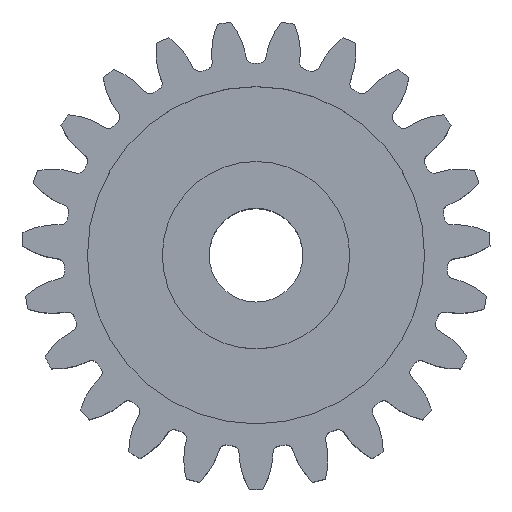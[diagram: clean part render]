
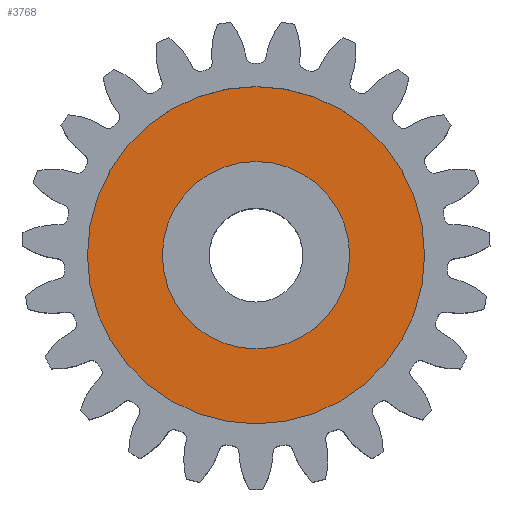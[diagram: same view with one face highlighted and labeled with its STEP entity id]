
A CAD part, top view. The second image highlights one B-rep face of the part: STEP entity #3768.
In plain terms, the highlighted planar face has unit normal (0, 0, 1).
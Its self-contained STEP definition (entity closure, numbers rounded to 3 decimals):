
#1227 = DIRECTION ( 'NONE',  ( -1., 0., 0. ) ) ;
#1228 = DIRECTION ( 'NONE',  ( 0., 0., -1. ) ) ;
#1229 = AXIS2_PLACEMENT_3D ( 'NONE', #1243, #1228, #1227 ) ;
#1235 = CIRCLE ( 'NONE', #1229, 18. ) ;
#1243 = CARTESIAN_POINT ( 'NONE',  ( 0., 0., 10.5 ) ) ;
#1440 = FACE_OUTER_BOUND ( 'NONE', #3770, .T. ) ;
#1444 = FACE_BOUND ( 'NONE', #3615, .T. ) ;
#1452 = DIRECTION ( 'NONE',  ( -1., 0., 0. ) ) ;
#1453 = DIRECTION ( 'NONE',  ( 0., 0., -1. ) ) ;
#1454 = CARTESIAN_POINT ( 'NONE',  ( 0., 0., 10.5 ) ) ;
#1455 = AXIS2_PLACEMENT_3D ( 'NONE', #1454, #1453, #1452 ) ;
#1456 = CIRCLE ( 'NONE', #1455, 10. ) ;
#1469 = DIRECTION ( 'NONE',  ( -1., 0., 0. ) ) ;
#1470 = DIRECTION ( 'NONE',  ( 0., 0., -1. ) ) ;
#1471 = CARTESIAN_POINT ( 'NONE',  ( 0., 0., 10.5 ) ) ;
#1472 = AXIS2_PLACEMENT_3D ( 'NONE', #1471, #1470, #1469 ) ;
#1575 = PLANE ( 'NONE',  #1472 ) ;
#1850 = VERTEX_POINT ( 'NONE', #4115 ) ;
#1884 = VERTEX_POINT ( 'NONE', #4085 ) ;
#1905 = EDGE_CURVE ( 'NONE', #1909, #1884, #4426, .T. ) ;
#1909 = VERTEX_POINT ( 'NONE', #4477 ) ;
#1910 = VERTEX_POINT ( 'NONE', #4474 ) ;
#1911 = EDGE_CURVE ( 'NONE', #1910, #1850, #4476, .T. ) ;
#3615 = EDGE_LOOP ( 'NONE', ( #3618, #3769 ) ) ;
#3618 = ORIENTED_EDGE ( 'NONE', *, *, #1911, .T. ) ;
#3619 = EDGE_CURVE ( 'NONE', #1884, #1909, #1235, .T. ) ;
#3768 = ADVANCED_FACE ( 'NONE', ( #1444, #1440 ), #1575, .F. ) ;
#3769 = ORIENTED_EDGE ( 'NONE', *, *, #3782, .T. ) ;
#3770 = EDGE_LOOP ( 'NONE', ( #3771, #3773 ) ) ;
#3771 = ORIENTED_EDGE ( 'NONE', *, *, #3619, .F. ) ;
#3773 = ORIENTED_EDGE ( 'NONE', *, *, #1905, .F. ) ;
#3782 = EDGE_CURVE ( 'NONE', #1850, #1910, #1456, .T. ) ;
#4085 = CARTESIAN_POINT ( 'NONE',  ( -18., 0., 10.5 ) ) ;
#4115 = CARTESIAN_POINT ( 'NONE',  ( 10., 0., 10.5 ) ) ;
#4422 = DIRECTION ( 'NONE',  ( -1., 0., 0. ) ) ;
#4423 = DIRECTION ( 'NONE',  ( 0., 0., -1. ) ) ;
#4424 = CARTESIAN_POINT ( 'NONE',  ( 0., 0., 10.5 ) ) ;
#4426 = CIRCLE ( 'NONE', #4431, 18. ) ;
#4431 = AXIS2_PLACEMENT_3D ( 'NONE', #4424, #4423, #4422 ) ;
#4465 = DIRECTION ( 'NONE',  ( -1., 0., 0. ) ) ;
#4466 = DIRECTION ( 'NONE',  ( 0., 0., -1. ) ) ;
#4467 = CARTESIAN_POINT ( 'NONE',  ( 0., 0., 10.5 ) ) ;
#4468 = AXIS2_PLACEMENT_3D ( 'NONE', #4467, #4466, #4465 ) ;
#4474 = CARTESIAN_POINT ( 'NONE',  ( -10., 0., 10.5 ) ) ;
#4476 = CIRCLE ( 'NONE', #4468, 10. ) ;
#4477 = CARTESIAN_POINT ( 'NONE',  ( 18., 0., 10.5 ) ) ;
